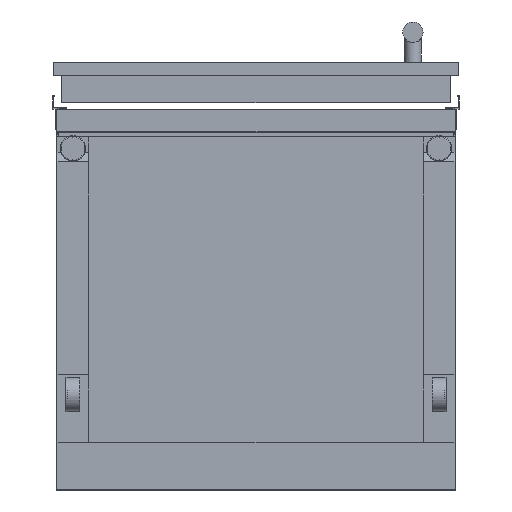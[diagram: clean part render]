
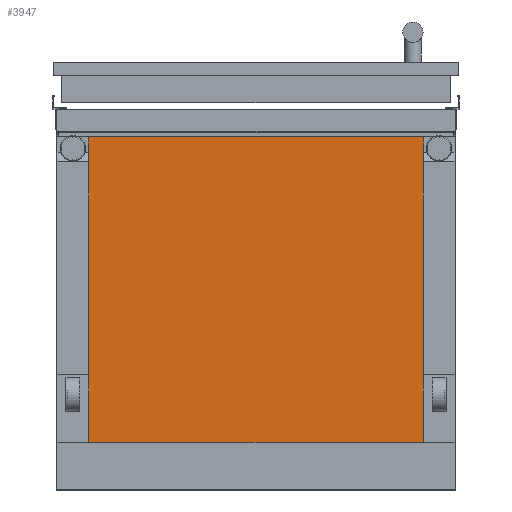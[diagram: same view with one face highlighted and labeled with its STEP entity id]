
A CAD part, front view. The second image highlights one B-rep face of the part: STEP entity #3947.
In plain terms, the highlighted planar face has unit normal (0, -1, 0).
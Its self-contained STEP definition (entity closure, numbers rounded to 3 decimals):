
#536 = CARTESIAN_POINT ( 'NONE',  ( 293., -990.85, -210.4 ) ) ;
#1020 = EDGE_CURVE ( 'NONE', #3494, #1417, #7507, .T. ) ;
#1417 = VERTEX_POINT ( 'NONE', #7555 ) ;
#1437 = CARTESIAN_POINT ( 'NONE',  ( 246., -990.85, -280. ) ) ;
#1674 = VECTOR ( 'NONE', #6918, 1000. ) ;
#1757 = LINE ( 'NONE', #3273, #6838 ) ;
#1802 = VECTOR ( 'NONE', #9224, 1000. ) ;
#1878 = ORIENTED_EDGE ( 'NONE', *, *, #10210, .T. ) ;
#2247 = DIRECTION ( 'NONE',  ( 0., 0., 1. ) ) ;
#3273 = CARTESIAN_POINT ( 'NONE',  ( 246., -990.85, 240. ) ) ;
#3398 = CARTESIAN_POINT ( 'NONE',  ( 246., -990.85, -280. ) ) ;
#3433 = LINE ( 'NONE', #536, #1674 ) ;
#3494 = VERTEX_POINT ( 'NONE', #10136 ) ;
#3854 = EDGE_CURVE ( 'NONE', #1417, #8278, #1757, .T. ) ;
#3947 = ADVANCED_FACE ( 'NONE', ( #4019 ), #6294, .F. ) ;
#4019 = FACE_OUTER_BOUND ( 'NONE', #7076, .T. ) ;
#4053 = DIRECTION ( 'NONE',  ( 1., 0., 0. ) ) ;
#4173 = VECTOR ( 'NONE', #4181, 1000. ) ;
#4181 = DIRECTION ( 'NONE',  ( 0., 0., 1. ) ) ;
#4287 = ORIENTED_EDGE ( 'NONE', *, *, #1020, .F. ) ;
#4644 = AXIS2_PLACEMENT_3D ( 'NONE', #1437, #8738, #2247 ) ;
#5153 = EDGE_CURVE ( 'NONE', #3494, #9092, #3433, .T. ) ;
#5507 = CARTESIAN_POINT ( 'NONE',  ( 246., -990.85, 240. ) ) ;
#6294 = PLANE ( 'NONE',  #4644 ) ;
#6531 = CARTESIAN_POINT ( 'NONE',  ( 246., -990.85, -210.4 ) ) ;
#6730 = LINE ( 'NONE', #3398, #4173 ) ;
#6807 = ORIENTED_EDGE ( 'NONE', *, *, #3854, .F. ) ;
#6838 = VECTOR ( 'NONE', #4053, 1000. ) ;
#6918 = DIRECTION ( 'NONE',  ( 1., 0., 0. ) ) ;
#7076 = EDGE_LOOP ( 'NONE', ( #4287, #9193, #1878, #6807 ) ) ;
#7507 = LINE ( 'NONE', #9337, #1802 ) ;
#7555 = CARTESIAN_POINT ( 'NONE',  ( -246., -990.85, 240. ) ) ;
#8278 = VERTEX_POINT ( 'NONE', #5507 ) ;
#8738 = DIRECTION ( 'NONE',  ( 0., 1., 0. ) ) ;
#9092 = VERTEX_POINT ( 'NONE', #6531 ) ;
#9193 = ORIENTED_EDGE ( 'NONE', *, *, #5153, .T. ) ;
#9224 = DIRECTION ( 'NONE',  ( 0., 0., 1. ) ) ;
#9337 = CARTESIAN_POINT ( 'NONE',  ( -246., -990.85, -280. ) ) ;
#10136 = CARTESIAN_POINT ( 'NONE',  ( -246., -990.85, -210.4 ) ) ;
#10210 = EDGE_CURVE ( 'NONE', #9092, #8278, #6730, .T. ) ;
